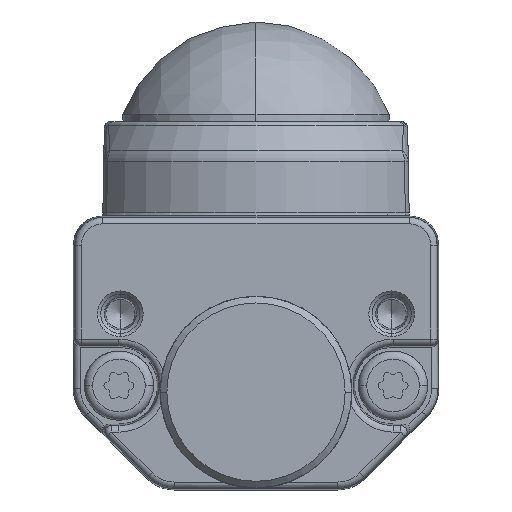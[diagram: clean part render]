
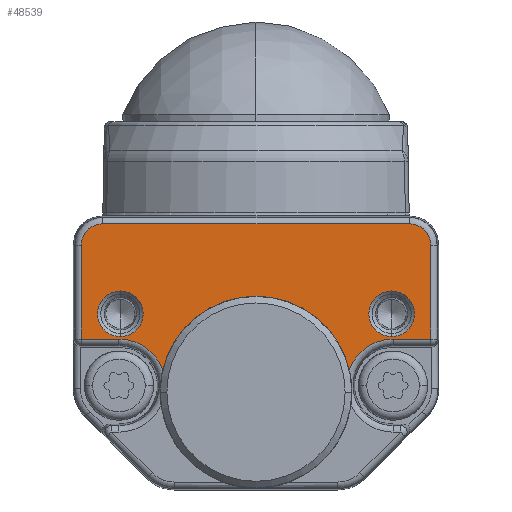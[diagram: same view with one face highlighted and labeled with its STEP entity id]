
A CAD part, left-side view. The second image highlights one B-rep face of the part: STEP entity #48539.
In plain terms, the highlighted face is planar.
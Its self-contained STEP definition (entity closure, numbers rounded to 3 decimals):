
#45234=CARTESIAN_POINT('',(13.,8.,10.5));
#45235=DIRECTION('',(-1.,0.,0.));
#45236=DIRECTION('',(0.,1.,0.));
#45237=AXIS2_PLACEMENT_3D('',#45234,#45235,#45236);
#45239=DIRECTION('',(0.,0.,-1.));
#45240=VECTOR('',#45239,2.891);
#45241=CARTESIAN_POINT('',(13.,11.564,13.391));
#45242=LINE('',#45241,#45240);
#45243=DIRECTION('',(0.,-1.,0.));
#45244=VECTOR('',#45243,7.186);
#45245=CARTESIAN_POINT('',(13.,18.75,13.391));
#45246=LINE('',#45245,#45244);
#45247=CARTESIAN_POINT('',(13.,18.75,11.75));
#45248=DIRECTION('',(1.,0.,0.));
#45249=DIRECTION('',(0.,1.,0.));
#45250=AXIS2_PLACEMENT_3D('',#45247,#45248,#45249);
#45252=DIRECTION('',(0.,0.,1.));
#45253=VECTOR('',#45252,23.5);
#45254=CARTESIAN_POINT('',(13.,20.391,-11.75));
#45255=LINE('',#45254,#45253);
#45256=CARTESIAN_POINT('',(13.,18.75,-11.75));
#45257=DIRECTION('',(1.,0.,0.));
#45258=DIRECTION('',(0.,0.,-1.));
#45259=AXIS2_PLACEMENT_3D('',#45256,#45257,#45258);
#45261=DIRECTION('',(0.,1.,0.));
#45262=VECTOR('',#45261,7.186);
#45263=CARTESIAN_POINT('',(13.,11.564,-13.391));
#45264=LINE('',#45263,#45262);
#45265=DIRECTION('',(0.,0.,-1.));
#45266=VECTOR('',#45265,2.891);
#45267=CARTESIAN_POINT('',(13.,11.564,-10.5));
#45268=LINE('',#45267,#45266);
#45269=CARTESIAN_POINT('',(13.,8.,-10.5));
#45270=DIRECTION('',(-1.,0.,0.));
#45271=DIRECTION('',(0.,0.34,0.941));
#45272=AXIS2_PLACEMENT_3D('',#45269,#45270,#45271);
#45274=CARTESIAN_POINT('',(13.,7.5,0.));
#45275=DIRECTION('',(1.,0.,0.));
#45276=DIRECTION('',(0.,0.233,-0.973));
#45277=AXIS2_PLACEMENT_3D('',#45274,#45275,#45276);
#45333=CARTESIAN_POINT('',(13.,13.5,-10.392));
#45334=DIRECTION('',(-1.,0.,0.));
#45335=DIRECTION('',(0.,1.,0.));
#45336=AXIS2_PLACEMENT_3D('',#45333,#45334,#45335);
#45338=CARTESIAN_POINT('',(13.,13.5,-10.392));
#45339=DIRECTION('',(-1.,0.,0.));
#45340=DIRECTION('',(0.,-1.,0.));
#45341=AXIS2_PLACEMENT_3D('',#45338,#45339,#45340);
#45343=CARTESIAN_POINT('',(13.,13.5,10.392));
#45344=DIRECTION('',(-1.,0.,0.));
#45345=DIRECTION('',(0.,1.,0.));
#45346=AXIS2_PLACEMENT_3D('',#45343,#45344,#45345);
#45348=CARTESIAN_POINT('',(13.,13.5,10.392));
#45349=DIRECTION('',(-1.,0.,0.));
#45350=DIRECTION('',(0.,-1.,0.));
#45351=AXIS2_PLACEMENT_3D('',#45348,#45349,#45350);
#45990=CARTESIAN_POINT('',(13.,20.391,11.75));
#45991=CARTESIAN_POINT('',(13.,18.75,13.391));
#45992=VERTEX_POINT('',#45990);
#45993=VERTEX_POINT('',#45991);
#45998=CARTESIAN_POINT('',(13.,20.391,-11.75));
#45999=VERTEX_POINT('',#45998);
#46002=CARTESIAN_POINT('',(13.,18.75,-13.391));
#46003=VERTEX_POINT('',#46002);
#46038=CARTESIAN_POINT('',(13.,11.564,10.5));
#46039=CARTESIAN_POINT('',(13.,9.21,7.148));
#46040=VERTEX_POINT('',#46038);
#46041=VERTEX_POINT('',#46039);
#46070=CARTESIAN_POINT('',(13.,11.564,13.391));
#46071=VERTEX_POINT('',#46070);
#46080=CARTESIAN_POINT('',(13.,9.21,-7.148));
#46081=CARTESIAN_POINT('',(13.,11.564,-10.5));
#46082=VERTEX_POINT('',#46080);
#46083=VERTEX_POINT('',#46081);
#46112=CARTESIAN_POINT('',(13.,11.564,-13.391));
#46113=VERTEX_POINT('',#46112);
#46312=CARTESIAN_POINT('',(13.,15.25,-10.392));
#46313=CARTESIAN_POINT('',(13.,11.75,-10.392));
#46314=VERTEX_POINT('',#46312);
#46315=VERTEX_POINT('',#46313);
#46316=CARTESIAN_POINT('',(13.,15.25,10.392));
#46317=CARTESIAN_POINT('',(13.,11.75,10.392));
#46318=VERTEX_POINT('',#46316);
#46319=VERTEX_POINT('',#46317);
#48500=CARTESIAN_POINT('',(13.,0.,0.));
#48501=DIRECTION('',(1.,0.,0.));
#48502=DIRECTION('',(0.,0.,-1.));
#48503=AXIS2_PLACEMENT_3D('',#48500,#48501,#48502);
#48504=PLANE('',#48503);
#48506=ORIENTED_EDGE('',*,*,#48505,.F.);
#48508=ORIENTED_EDGE('',*,*,#48507,.F.);
#48510=ORIENTED_EDGE('',*,*,#48509,.F.);
#48512=ORIENTED_EDGE('',*,*,#48511,.F.);
#48514=ORIENTED_EDGE('',*,*,#48513,.F.);
#48516=ORIENTED_EDGE('',*,*,#48515,.F.);
#48518=ORIENTED_EDGE('',*,*,#48517,.F.);
#48520=ORIENTED_EDGE('',*,*,#48519,.F.);
#48522=ORIENTED_EDGE('',*,*,#48521,.F.);
#48524=ORIENTED_EDGE('',*,*,#48523,.T.);
#48525=EDGE_LOOP('',(#48506,#48508,#48510,#48512,#48514,#48516,#48518,#48520,
#48522,#48524));
#48526=FACE_OUTER_BOUND('',#48525,.F.);
#48528=ORIENTED_EDGE('',*,*,#48527,.F.);
#48530=ORIENTED_EDGE('',*,*,#48529,.F.);
#48531=EDGE_LOOP('',(#48528,#48530));
#48532=FACE_BOUND('',#48531,.F.);
#48534=ORIENTED_EDGE('',*,*,#48533,.F.);
#48536=ORIENTED_EDGE('',*,*,#48535,.F.);
#48537=EDGE_LOOP('',(#48534,#48536));
#48538=FACE_BOUND('',#48537,.F.);
#48539=ADVANCED_FACE('',(#48526,#48532,#48538),#48504,.T.);
#45238=CIRCLE('',#45237,3.564);
#45251=CIRCLE('',#45250,1.641);
#45260=CIRCLE('',#45259,1.641);
#45273=CIRCLE('',#45272,3.564);
#45278=CIRCLE('',#45277,7.35);
#45337=CIRCLE('',#45336,1.75);
#45342=CIRCLE('',#45341,1.75);
#45347=CIRCLE('',#45346,1.75);
#45352=CIRCLE('',#45351,1.75);
#48505=EDGE_CURVE('',#46040,#46041,#45238,.T.);
#48507=EDGE_CURVE('',#46071,#46040,#45242,.T.);
#48509=EDGE_CURVE('',#45993,#46071,#45246,.T.);
#48511=EDGE_CURVE('',#45992,#45993,#45251,.T.);
#48513=EDGE_CURVE('',#45999,#45992,#45255,.T.);
#48515=EDGE_CURVE('',#46003,#45999,#45260,.T.);
#48517=EDGE_CURVE('',#46113,#46003,#45264,.T.);
#48519=EDGE_CURVE('',#46083,#46113,#45268,.T.);
#48521=EDGE_CURVE('',#46082,#46083,#45273,.T.);
#48523=EDGE_CURVE('',#46082,#46041,#45278,.T.);
#48527=EDGE_CURVE('',#46314,#46315,#45337,.T.);
#48529=EDGE_CURVE('',#46315,#46314,#45342,.T.);
#48533=EDGE_CURVE('',#46318,#46319,#45347,.T.);
#48535=EDGE_CURVE('',#46319,#46318,#45352,.T.);
